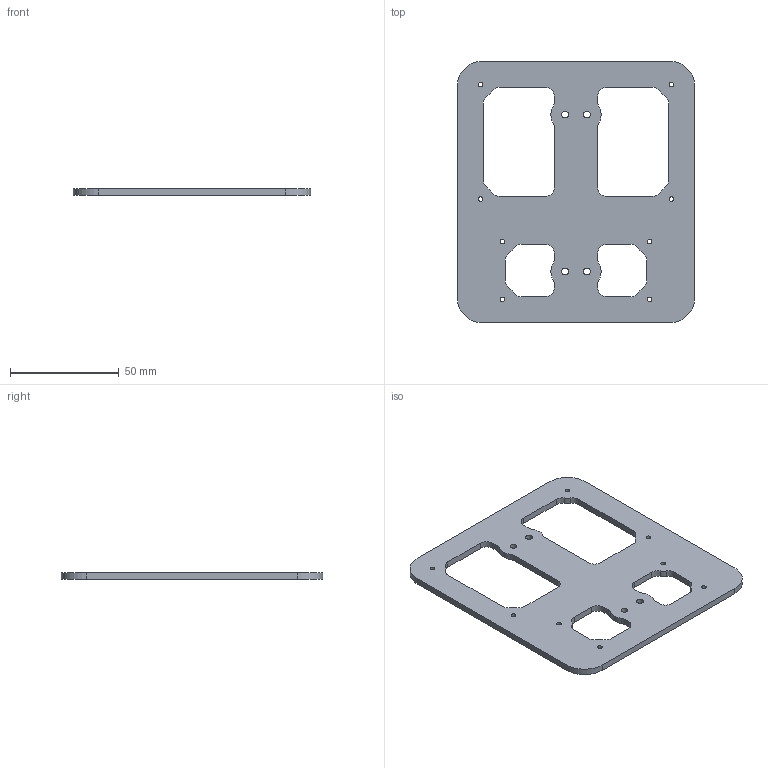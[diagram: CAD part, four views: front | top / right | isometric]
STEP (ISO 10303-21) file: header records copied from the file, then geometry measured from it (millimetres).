
FILE_DESCRIPTION(/* description */ ('STEP AP242','CAx-IF Rec.Pracs.---Representation and Presentation of Product Manufacturing Information (PMI)---4.0---2014-10-13','CAx-IF Rec.Pracs.---3D Tessellated Geometry---0.4---2014-09-14','2;1'),/* implementation_level */ '2;1');
FILE_NAME(/* name */ '656806fe218dde31bb9a90c9',/* time_stamp */ '2023-11-30T03:52:30Z',/* author */ (''),/* organization */ (''),/* preprocessor_version */ 'ST-DEVELOPER v19.4',/* originating_system */ ' ',/* authorisation */ ' ');
FILE_SCHEMA (('AP242_MANAGED_MODEL_BASED_3D_ENGINEERING_MIM_LF { 1 0 10303 442 1 1 4 }'));
Length unit declared in the file: metre
Products named in the file (1): Central Plate
Bounding box: 109 x 120 x 3 mm (x, y, z)
Volume: 26347.4 mm3; surface area: 20581.7 mm2
Topology: 1 solids, 1 shells, 86 faces, 256 edges, 172 vertices
Faces by surface type: cylinder 60, plane 26
Full cylindrical faces by diameter (mm): 2.1 x8, 3.1 x4
Entity records: 2942 total; most frequent: DIRECTION 534, CARTESIAN_POINT 495, ORIENTED_EDGE 480, EDGE_CURVE 240, AXIS2_PLACEMENT_3D 207, VERTEX_POINT 168, EDGE_LOOP 130, FACE_BOUND 130
